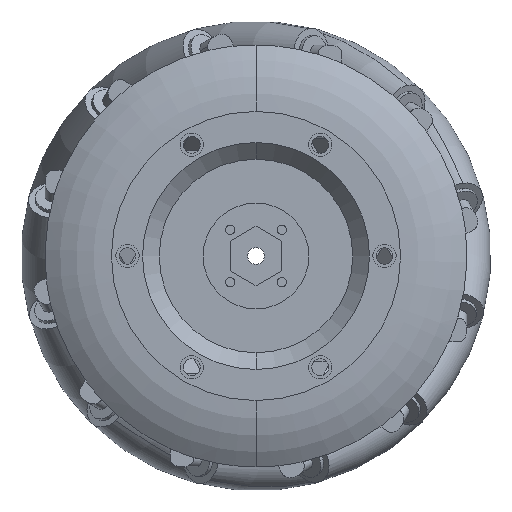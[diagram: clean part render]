
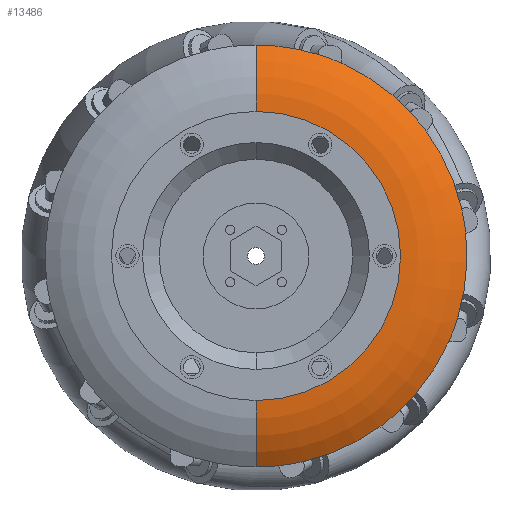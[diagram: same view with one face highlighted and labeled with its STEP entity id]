
A CAD part, left-side view. The second image highlights one B-rep face of the part: STEP entity #13486.
In plain terms, the highlighted toroidal (fillet/blend) face has major radius 34.2 mm and minor radius 26.2 mm.
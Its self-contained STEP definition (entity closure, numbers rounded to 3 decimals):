
#404 = EDGE_CURVE ( 'NONE', #10886, #661, #12025, .T. ) ;
#588 = DIRECTION ( 'NONE',  ( 0., 0., 1. ) ) ;
#601 = CARTESIAN_POINT ( 'NONE',  ( 5.225, 0., 0. ) ) ;
#626 = CIRCLE ( 'NONE', #10679, 49.9 ) ;
#661 = VERTEX_POINT ( 'NONE', #13767 ) ;
#677 = VERTEX_POINT ( 'NONE', #7947 ) ;
#773 = DIRECTION ( 'NONE',  ( -1., 0., 0. ) ) ;
#786 = AXIS2_PLACEMENT_3D ( 'NONE', #11608, #8083, #12962 ) ;
#886 = CARTESIAN_POINT ( 'NONE',  ( 5.225, -20.328, 45.572 ) ) ;
#989 = CARTESIAN_POINT ( 'NONE',  ( 5.225, -48.64, 11.141 ) ) ;
#1176 = VERTEX_POINT ( 'NONE', #8748 ) ;
#1330 = CARTESIAN_POINT ( 'NONE',  ( 5.225, -36.553, 33.969 ) ) ;
#1475 = AXIS2_PLACEMENT_3D ( 'NONE', #10391, #14006, #9310 ) ;
#1541 = ORIENTED_EDGE ( 'NONE', *, *, #3331, .T. ) ;
#1609 = AXIS2_PLACEMENT_3D ( 'NONE', #9226, #10392, #8204 ) ;
#1662 = ORIENTED_EDGE ( 'NONE', *, *, #15487, .F. ) ;
#1670 = EDGE_CURVE ( 'NONE', #14718, #1828, #2062, .T. ) ;
#1759 = ORIENTED_EDGE ( 'NONE', *, *, #2184, .T. ) ;
#1799 = ORIENTED_EDGE ( 'NONE', *, *, #3520, .T. ) ;
#1828 = VERTEX_POINT ( 'NONE', #13436 ) ;
#1868 = AXIS2_PLACEMENT_3D ( 'NONE', #13913, #15116, #6687 ) ;
#1897 = EDGE_CURVE ( 'NONE', #9503, #10166, #12169, .T. ) ;
#2062 = CIRCLE ( 'NONE', #15432, 49.9 ) ;
#2178 = EDGE_CURVE ( 'NONE', #11390, #14718, #626, .T. ) ;
#2184 = EDGE_CURVE ( 'NONE', #10166, #11390, #11438, .T. ) ;
#2486 = AXIS2_PLACEMENT_3D ( 'NONE', #3905, #9902, #3739 ) ;
#2522 = CIRCLE ( 'NONE', #4550, 49.9 ) ;
#2719 = EDGE_CURVE ( 'NONE', #14180, #10886, #6424, .T. ) ;
#2863 = ORIENTED_EDGE ( 'NONE', *, *, #10077, .T. ) ;
#2893 = CARTESIAN_POINT ( 'NONE',  ( 5.225, 0., 0. ) ) ;
#2927 = CARTESIAN_POINT ( 'NONE',  ( 5.225, 0., 0. ) ) ;
#2984 = FACE_OUTER_BOUND ( 'NONE', #8491, .T. ) ;
#3095 = CARTESIAN_POINT ( 'NONE',  ( 5.225, 0., 0. ) ) ;
#3326 = ORIENTED_EDGE ( 'NONE', *, *, #2178, .T. ) ;
#3331 = EDGE_CURVE ( 'NONE', #10103, #8870, #11659, .T. ) ;
#3413 = ORIENTED_EDGE ( 'NONE', *, *, #404, .T. ) ;
#3520 = EDGE_CURVE ( 'NONE', #8906, #9503, #8585, .T. ) ;
#3683 = ORIENTED_EDGE ( 'NONE', *, *, #2719, .T. ) ;
#3739 = DIRECTION ( 'NONE',  ( 0., 0., 1. ) ) ;
#3832 = ORIENTED_EDGE ( 'NONE', *, *, #12805, .T. ) ;
#3893 = AXIS2_PLACEMENT_3D ( 'NONE', #3095, #12713, #9174 ) ;
#3905 = CARTESIAN_POINT ( 'NONE',  ( 0., 0., 0. ) ) ;
#3908 = ORIENTED_EDGE ( 'NONE', *, *, #11592, .T. ) ;
#4055 = DIRECTION ( 'NONE',  ( 0., 0., 1. ) ) ;
#4232 = DIRECTION ( 'NONE',  ( -1., 0., 0. ) ) ;
#4306 = DIRECTION ( 'NONE',  ( 0., 0., 1. ) ) ;
#4365 = CARTESIAN_POINT ( 'NONE',  ( 5.225, 0., 49.9 ) ) ;
#4550 = AXIS2_PLACEMENT_3D ( 'NONE', #5792, #9580, #5950 ) ;
#4661 = EDGE_CURVE ( 'NONE', #6628, #1176, #14119, .T. ) ;
#4671 = CARTESIAN_POINT ( 'NONE',  ( 5.225, -33.969, -36.553 ) ) ;
#4702 = ORIENTED_EDGE ( 'NONE', *, *, #7551, .T. ) ;
#5027 = CARTESIAN_POINT ( 'NONE',  ( 5.225, -29.302, -40.391 ) ) ;
#5261 = CIRCLE ( 'NONE', #11786, 49.9 ) ;
#5264 = AXIS2_PLACEMENT_3D ( 'NONE', #15129, #773, #4306 ) ;
#5304 = ORIENTED_EDGE ( 'NONE', *, *, #1670, .T. ) ;
#5336 = CARTESIAN_POINT ( 'NONE',  ( 5.225, 0., 0. ) ) ;
#5792 = CARTESIAN_POINT ( 'NONE',  ( 5.225, 0., 0. ) ) ;
#5950 = DIRECTION ( 'NONE',  ( 0., 0., 1. ) ) ;
#6014 = AXIS2_PLACEMENT_3D ( 'NONE', #13326, #10953, #6262 ) ;
#6262 = DIRECTION ( 'NONE',  ( 0., 0., 1. ) ) ;
#6424 = CIRCLE ( 'NONE', #9680, 49.9 ) ;
#6562 = DIRECTION ( 'NONE',  ( 0., 1., 0. ) ) ;
#6573 = AXIS2_PLACEMENT_3D ( 'NONE', #6958, #14177, #11577 ) ;
#6628 = VERTEX_POINT ( 'NONE', #8335 ) ;
#6687 = DIRECTION ( 'NONE',  ( 0., 0., -1. ) ) ;
#6958 = CARTESIAN_POINT ( 'NONE',  ( 5.225, 0., 0. ) ) ;
#7259 = CIRCLE ( 'NONE', #9524, 49.9 ) ;
#7551 = EDGE_CURVE ( 'NONE', #12119, #8906, #2522, .T. ) ;
#7741 = CARTESIAN_POINT ( 'NONE',  ( 5.225, -45.572, -20.328 ) ) ;
#7750 = DIRECTION ( 'NONE',  ( 0., 0., 1. ) ) ;
#7947 = CARTESIAN_POINT ( 'NONE',  ( 5.225, -11.141, -48.64 ) ) ;
#7993 = DIRECTION ( 'NONE',  ( -1., 0., 0. ) ) ;
#8083 = DIRECTION ( 'NONE',  ( -1., 0., 0. ) ) ;
#8204 = DIRECTION ( 'NONE',  ( 0., 0., 1. ) ) ;
#8212 = CARTESIAN_POINT ( 'NONE',  ( 5.225, -47.694, -14.672 ) ) ;
#8335 = CARTESIAN_POINT ( 'NONE',  ( 5.225, 0., -49.9 ) ) ;
#8484 = DIRECTION ( 'NONE',  ( 0., 0., 1. ) ) ;
#8491 = EDGE_LOOP ( 'NONE', ( #10635, #2863, #8982, #14673, #4702, #1799, #14322, #1759, #3326, #5304, #3832, #3683, #3413, #3908, #1541, #1662 ) ) ;
#8585 = CIRCLE ( 'NONE', #786, 49.9 ) ;
#8748 = CARTESIAN_POINT ( 'NONE',  ( 0., 0., -34.2 ) ) ;
#8870 = VERTEX_POINT ( 'NONE', #13807 ) ;
#8906 = VERTEX_POINT ( 'NONE', #4671 ) ;
#8982 = ORIENTED_EDGE ( 'NONE', *, *, #14677, .T. ) ;
#9042 = DIRECTION ( 'NONE',  ( 0., 0., 1. ) ) ;
#9091 = EDGE_CURVE ( 'NONE', #677, #12119, #9771, .T. ) ;
#9174 = DIRECTION ( 'NONE',  ( 0., 0., 1. ) ) ;
#9226 = CARTESIAN_POINT ( 'NONE',  ( 26.2, 0., 0. ) ) ;
#9310 = DIRECTION ( 'NONE',  ( 0., 0., 1. ) ) ;
#9503 = VERTEX_POINT ( 'NONE', #7741 ) ;
#9524 = AXIS2_PLACEMENT_3D ( 'NONE', #14946, #7993, #588 ) ;
#9580 = DIRECTION ( 'NONE',  ( -1., 0., 0. ) ) ;
#9680 = AXIS2_PLACEMENT_3D ( 'NONE', #601, #12567, #4055 ) ;
#9771 = CIRCLE ( 'NONE', #1475, 49.9 ) ;
#9902 = DIRECTION ( 'NONE',  ( -1., 0., 0. ) ) ;
#10036 = CIRCLE ( 'NONE', #5264, 49.9 ) ;
#10077 = EDGE_CURVE ( 'NONE', #6628, #11996, #5261, .T. ) ;
#10103 = VERTEX_POINT ( 'NONE', #4365 ) ;
#10129 = DIRECTION ( 'NONE',  ( -1., 0., 0. ) ) ;
#10137 = CARTESIAN_POINT ( 'NONE',  ( 5.225, -49.63, 5.181 ) ) ;
#10166 = VERTEX_POINT ( 'NONE', #8212 ) ;
#10391 = CARTESIAN_POINT ( 'NONE',  ( 5.225, 0., 0. ) ) ;
#10392 = DIRECTION ( 'NONE',  ( -1., 0., 0. ) ) ;
#10635 = ORIENTED_EDGE ( 'NONE', *, *, #4661, .F. ) ;
#10666 = AXIS2_PLACEMENT_3D ( 'NONE', #5336, #10129, #9042 ) ;
#10679 = AXIS2_PLACEMENT_3D ( 'NONE', #2927, #12631, #7750 ) ;
#10886 = VERTEX_POINT ( 'NONE', #886 ) ;
#10953 = DIRECTION ( 'NONE',  ( -1., 0., 0. ) ) ;
#11324 = CIRCLE ( 'NONE', #6573, 49.9 ) ;
#11327 = DIRECTION ( 'NONE',  ( 0., 0., 1. ) ) ;
#11390 = VERTEX_POINT ( 'NONE', #10137 ) ;
#11438 = CIRCLE ( 'NONE', #3893, 49.9 ) ;
#11577 = DIRECTION ( 'NONE',  ( 0., 0., 1. ) ) ;
#11592 = EDGE_CURVE ( 'NONE', #661, #10103, #10036, .T. ) ;
#11608 = CARTESIAN_POINT ( 'NONE',  ( 5.225, 0., 0. ) ) ;
#11659 = CIRCLE ( 'NONE', #1868, 26.2 ) ;
#11786 = AXIS2_PLACEMENT_3D ( 'NONE', #14775, #13586, #8484 ) ;
#11855 = AXIS2_PLACEMENT_3D ( 'NONE', #13708, #6562, #15066 ) ;
#11996 = VERTEX_POINT ( 'NONE', #15080 ) ;
#12025 = CIRCLE ( 'NONE', #6014, 49.9 ) ;
#12119 = VERTEX_POINT ( 'NONE', #5027 ) ;
#12169 = CIRCLE ( 'NONE', #10666, 49.9 ) ;
#12567 = DIRECTION ( 'NONE',  ( -1., 0., 0. ) ) ;
#12631 = DIRECTION ( 'NONE',  ( -1., 0., 0. ) ) ;
#12713 = DIRECTION ( 'NONE',  ( -1., 0., 0. ) ) ;
#12805 = EDGE_CURVE ( 'NONE', #1828, #14180, #11324, .T. ) ;
#12962 = DIRECTION ( 'NONE',  ( 0., 0., 1. ) ) ;
#13326 = CARTESIAN_POINT ( 'NONE',  ( 5.225, 0., 0. ) ) ;
#13436 = CARTESIAN_POINT ( 'NONE',  ( 5.225, -40.391, 29.302 ) ) ;
#13486 = ADVANCED_FACE ( 'NONE', ( #2984 ), #14683, .T. ) ;
#13586 = DIRECTION ( 'NONE',  ( -1., 0., 0. ) ) ;
#13708 = CARTESIAN_POINT ( 'NONE',  ( 26.2, 0., -34.2 ) ) ;
#13767 = CARTESIAN_POINT ( 'NONE',  ( 5.225, -14.672, 47.694 ) ) ;
#13807 = CARTESIAN_POINT ( 'NONE',  ( 0., 0., 34.2 ) ) ;
#13913 = CARTESIAN_POINT ( 'NONE',  ( 26.2, 0., 34.2 ) ) ;
#14006 = DIRECTION ( 'NONE',  ( -1., 0., 0. ) ) ;
#14119 = CIRCLE ( 'NONE', #11855, 26.2 ) ;
#14177 = DIRECTION ( 'NONE',  ( -1., 0., 0. ) ) ;
#14180 = VERTEX_POINT ( 'NONE', #1330 ) ;
#14322 = ORIENTED_EDGE ( 'NONE', *, *, #1897, .T. ) ;
#14673 = ORIENTED_EDGE ( 'NONE', *, *, #9091, .T. ) ;
#14677 = EDGE_CURVE ( 'NONE', #11996, #677, #7259, .T. ) ;
#14683 = TOROIDAL_SURFACE ( 'NONE', #1609, 34.2, 26.2 ) ;
#14718 = VERTEX_POINT ( 'NONE', #989 ) ;
#14775 = CARTESIAN_POINT ( 'NONE',  ( 5.225, 0., 0. ) ) ;
#14833 = CIRCLE ( 'NONE', #2486, 34.2 ) ;
#14946 = CARTESIAN_POINT ( 'NONE',  ( 5.225, 0., 0. ) ) ;
#15066 = DIRECTION ( 'NONE',  ( 0., 0., 1. ) ) ;
#15080 = CARTESIAN_POINT ( 'NONE',  ( 5.225, -5.181, -49.63 ) ) ;
#15116 = DIRECTION ( 'NONE',  ( 0., -1., 0. ) ) ;
#15129 = CARTESIAN_POINT ( 'NONE',  ( 5.225, 0., 0. ) ) ;
#15432 = AXIS2_PLACEMENT_3D ( 'NONE', #2893, #4232, #11327 ) ;
#15487 = EDGE_CURVE ( 'NONE', #1176, #8870, #14833, .T. ) ;
